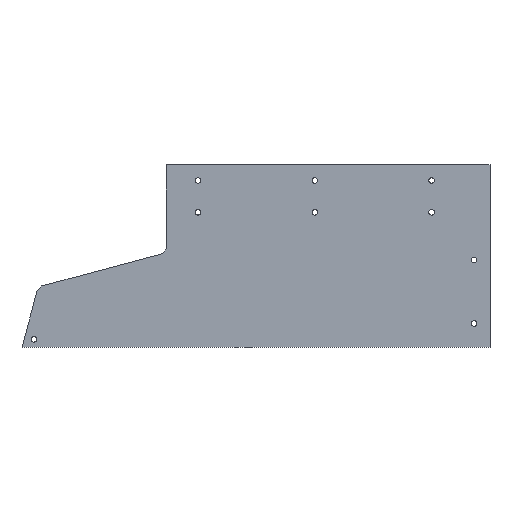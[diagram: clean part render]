
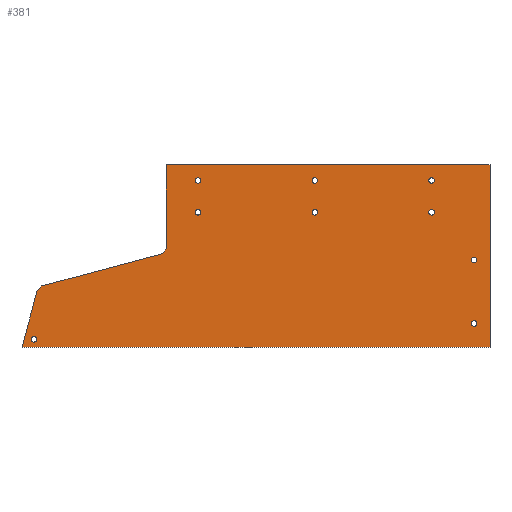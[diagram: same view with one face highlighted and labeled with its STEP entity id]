
A CAD part, top view. The second image highlights one B-rep face of the part: STEP entity #381.
In plain terms, the highlighted planar face has unit normal (0, 0, 1).
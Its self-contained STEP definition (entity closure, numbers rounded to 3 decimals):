
#24=FACE_BOUND('',#82,.T.);
#25=FACE_BOUND('',#83,.T.);
#26=FACE_BOUND('',#84,.T.);
#27=FACE_BOUND('',#85,.T.);
#28=FACE_BOUND('',#86,.T.);
#29=FACE_BOUND('',#87,.T.);
#30=FACE_BOUND('',#88,.T.);
#31=FACE_BOUND('',#89,.T.);
#32=FACE_BOUND('',#90,.T.);
#42=CIRCLE('',#415,1.75);
#43=CIRCLE('',#416,1.75);
#44=CIRCLE('',#417,1.75);
#45=CIRCLE('',#418,1.75);
#46=CIRCLE('',#419,1.75);
#47=CIRCLE('',#420,1.75);
#48=CIRCLE('',#421,1.75);
#49=CIRCLE('',#422,1.75);
#50=CIRCLE('',#423,1.75);
#62=FACE_OUTER_BOUND('',#81,.T.);
#81=EDGE_LOOP('',(#275,#276,#277,#278,#279,#280,#281,#282));
#82=EDGE_LOOP('',(#283));
#83=EDGE_LOOP('',(#284));
#84=EDGE_LOOP('',(#285));
#85=EDGE_LOOP('',(#286));
#86=EDGE_LOOP('',(#287));
#87=EDGE_LOOP('',(#288));
#88=EDGE_LOOP('',(#289));
#89=EDGE_LOOP('',(#290));
#90=EDGE_LOOP('',(#291));
#119=LINE('',#567,#152);
#122=LINE('',#573,#155);
#123=LINE('',#576,#156);
#124=LINE('',#578,#157);
#125=LINE('',#580,#158);
#126=LINE('',#582,#159);
#127=LINE('',#584,#160);
#128=LINE('',#585,#161);
#152=VECTOR('',#456,10.);
#155=VECTOR('',#461,10.);
#156=VECTOR('',#464,10.);
#157=VECTOR('',#465,10.);
#158=VECTOR('',#466,10.);
#159=VECTOR('',#467,10.);
#160=VECTOR('',#468,10.);
#161=VECTOR('',#469,10.);
#182=VERTEX_POINT('',#560);
#185=VERTEX_POINT('',#565);
#187=VERTEX_POINT('',#571);
#188=VERTEX_POINT('',#575);
#189=VERTEX_POINT('',#577);
#190=VERTEX_POINT('',#579);
#191=VERTEX_POINT('',#581);
#192=VERTEX_POINT('',#583);
#193=VERTEX_POINT('',#586);
#194=VERTEX_POINT('',#588);
#195=VERTEX_POINT('',#590);
#196=VERTEX_POINT('',#592);
#197=VERTEX_POINT('',#594);
#198=VERTEX_POINT('',#596);
#199=VERTEX_POINT('',#598);
#200=VERTEX_POINT('',#600);
#201=VERTEX_POINT('',#602);
#219=EDGE_CURVE('',#185,#182,#119,.T.);
#222=EDGE_CURVE('',#187,#185,#122,.T.);
#223=EDGE_CURVE('',#188,#187,#123,.T.);
#224=EDGE_CURVE('',#188,#189,#124,.T.);
#225=EDGE_CURVE('',#190,#189,#125,.T.);
#226=EDGE_CURVE('',#191,#190,#126,.T.);
#227=EDGE_CURVE('',#192,#191,#127,.T.);
#228=EDGE_CURVE('',#182,#192,#128,.T.);
#229=EDGE_CURVE('',#193,#193,#42,.T.);
#230=EDGE_CURVE('',#194,#194,#43,.T.);
#231=EDGE_CURVE('',#195,#195,#44,.T.);
#232=EDGE_CURVE('',#196,#196,#45,.T.);
#233=EDGE_CURVE('',#197,#197,#46,.T.);
#234=EDGE_CURVE('',#198,#198,#47,.T.);
#235=EDGE_CURVE('',#199,#199,#48,.T.);
#236=EDGE_CURVE('',#200,#200,#49,.T.);
#237=EDGE_CURVE('',#201,#201,#50,.T.);
#275=ORIENTED_EDGE('',*,*,#219,.F.);
#276=ORIENTED_EDGE('',*,*,#222,.F.);
#277=ORIENTED_EDGE('',*,*,#223,.F.);
#278=ORIENTED_EDGE('',*,*,#224,.T.);
#279=ORIENTED_EDGE('',*,*,#225,.F.);
#280=ORIENTED_EDGE('',*,*,#226,.F.);
#281=ORIENTED_EDGE('',*,*,#227,.F.);
#282=ORIENTED_EDGE('',*,*,#228,.F.);
#283=ORIENTED_EDGE('',*,*,#229,.F.);
#284=ORIENTED_EDGE('',*,*,#230,.F.);
#285=ORIENTED_EDGE('',*,*,#231,.F.);
#286=ORIENTED_EDGE('',*,*,#232,.F.);
#287=ORIENTED_EDGE('',*,*,#233,.F.);
#288=ORIENTED_EDGE('',*,*,#234,.F.);
#289=ORIENTED_EDGE('',*,*,#235,.F.);
#290=ORIENTED_EDGE('',*,*,#236,.F.);
#291=ORIENTED_EDGE('',*,*,#237,.F.);
#371=PLANE('',#414);
#381=ADVANCED_FACE('',(#62,#24,#25,#26,#27,#28,#29,#30,#31,#32),#371,.T.);
#414=AXIS2_PLACEMENT_3D('',#574,#462,#463);
#415=AXIS2_PLACEMENT_3D('',#587,#470,#471);
#416=AXIS2_PLACEMENT_3D('',#589,#472,#473);
#417=AXIS2_PLACEMENT_3D('',#591,#474,#475);
#418=AXIS2_PLACEMENT_3D('',#593,#476,#477);
#419=AXIS2_PLACEMENT_3D('',#595,#478,#479);
#420=AXIS2_PLACEMENT_3D('',#597,#480,#481);
#421=AXIS2_PLACEMENT_3D('',#599,#482,#483);
#422=AXIS2_PLACEMENT_3D('',#601,#484,#485);
#423=AXIS2_PLACEMENT_3D('',#603,#486,#487);
#456=DIRECTION('',(0.,-1.,0.));
#461=DIRECTION('',(1.,0.,0.));
#462=DIRECTION('center_axis',(0.,0.,
1.));
#463=DIRECTION('ref_axis',(1.,0.,0.));
#464=DIRECTION('',(0.,1.,0.));
#465=DIRECTION('',(-0.609,-0.793,0.));
#466=DIRECTION('',(0.966,0.259,0.));
#467=DIRECTION('',(0.707,0.707,0.));
#468=DIRECTION('',(0.259,0.966,0.));
#469=DIRECTION('',(-1.,0.,0.));
#470=DIRECTION('center_axis',(0.,0.,
1.));
#471=DIRECTION('ref_axis',(1.,0.,0.));
#472=DIRECTION('center_axis',(0.,0.,
1.));
#473=DIRECTION('ref_axis',(1.,0.,0.));
#474=DIRECTION('center_axis',(0.,0.,
1.));
#475=DIRECTION('ref_axis',(1.,0.,0.));
#476=DIRECTION('center_axis',(0.,0.,
1.));
#477=DIRECTION('ref_axis',(1.,0.,0.));
#478=DIRECTION('center_axis',(0.,0.,
1.));
#479=DIRECTION('ref_axis',(1.,0.,0.));
#480=DIRECTION('center_axis',(0.,0.,
1.));
#481=DIRECTION('ref_axis',(1.,0.,0.));
#482=DIRECTION('center_axis',(0.,0.,
1.));
#483=DIRECTION('ref_axis',(1.,0.,0.));
#484=DIRECTION('center_axis',(0.,0.,
1.));
#485=DIRECTION('ref_axis',(1.,0.,0.));
#486=DIRECTION('center_axis',(0.,0.,
1.));
#487=DIRECTION('ref_axis',(1.,0.,0.));
#560=CARTESIAN_POINT('',(372.,-66.602,-326.6));
#565=CARTESIAN_POINT('',(372.,48.398,-326.6));
#567=CARTESIAN_POINT('',(372.,-9.102,-326.6));
#571=CARTESIAN_POINT('',(168.063,48.398,-326.6));
#573=CARTESIAN_POINT('',(72.,48.398,-326.6));
#574=CARTESIAN_POINT('Origin',(372.,-9.102,-326.6));
#575=CARTESIAN_POINT('',(168.063,-4.503,-326.6));
#576=CARTESIAN_POINT('',(168.063,-7.003,-326.6));
#577=CARTESIAN_POINT('',(165.648,-7.651,-326.6));
#578=CARTESIAN_POINT('',(204.137,42.51,-326.6));
#579=CARTESIAN_POINT('',(89.739,-27.99,-326.6));
#580=CARTESIAN_POINT('',(89.739,-27.99,-326.6));
#581=CARTESIAN_POINT('',(86.753,-30.976,-326.6));
#582=CARTESIAN_POINT('',(86.753,-30.976,-326.6));
#583=CARTESIAN_POINT('',(77.207,-66.602,-326.6));
#584=CARTESIAN_POINT('',(77.207,-66.602,-326.6));
#585=CARTESIAN_POINT('',(692.,-66.602,-326.6));
#586=CARTESIAN_POINT('',(82.957,-61.602,-326.6));
#587=CARTESIAN_POINT('Origin',(84.707,-61.602,-326.6));
#588=CARTESIAN_POINT('',(186.313,18.398,-326.6));
#589=CARTESIAN_POINT('Origin',(188.063,18.398,-326.6));
#590=CARTESIAN_POINT('',(259.888,38.398,-326.6));
#591=CARTESIAN_POINT('Origin',(261.638,38.398,-326.6));
#592=CARTESIAN_POINT('',(259.888,18.398,-326.6));
#593=CARTESIAN_POINT('Origin',(261.638,18.398,-326.6));
#594=CARTESIAN_POINT('',(360.25,-51.602,-326.6));
#595=CARTESIAN_POINT('Origin',(362.,-51.602,-326.6));
#596=CARTESIAN_POINT('',(360.25,-11.602,-326.6));
#597=CARTESIAN_POINT('Origin',(362.,-11.602,-326.6));
#598=CARTESIAN_POINT('',(186.313,38.398,-326.6));
#599=CARTESIAN_POINT('Origin',(188.063,38.398,-326.6));
#600=CARTESIAN_POINT('',(333.463,38.398,-326.6));
#601=CARTESIAN_POINT('Origin',(335.213,38.398,-326.6));
#602=CARTESIAN_POINT('',(333.463,18.398,-326.6));
#603=CARTESIAN_POINT('Origin',(335.213,18.398,-326.6));
